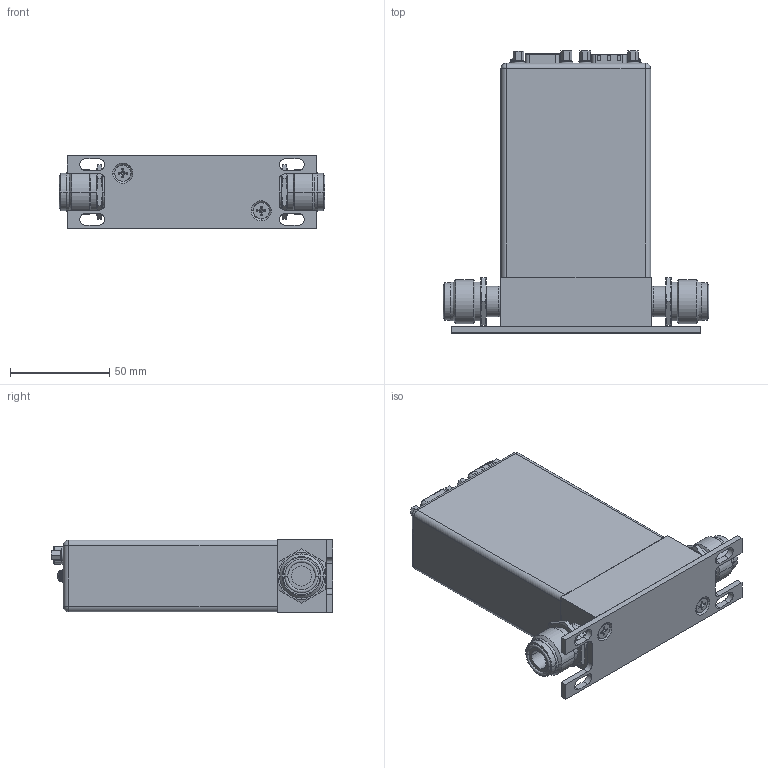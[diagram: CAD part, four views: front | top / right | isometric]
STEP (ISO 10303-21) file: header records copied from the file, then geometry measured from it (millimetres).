
FILE_DESCRIPTION((''),'2;1');
FILE_NAME('GE50A_PROFIBUS_8VCR_ASM','2014-09-25T',('cockrofm'),(''),'PRO/ENGINEER BY PARAMETRIC TECHNOLOGY CORPORATION, 2011490','PRO/ENGINEER BY PARAMETRIC TECHNOLOGY CORPORATION, 2011490','');
FILE_SCHEMA(('CONFIG_CONTROL_DESIGN'));
Length unit declared in the file: inch
Products named in the file (15): PRT0050; PRT0051; 160-3973_2; PRT0052; 8VCR_ASM_17_ASM; PRT0053; PRT0054; 1046371_ENCLOSURE_PROFIBUS_1; PRT0055; PRT0056; PRT0057; 1032580_CONN-DSUB-9POS-FEM_1; 171-009-113_2; PROFIBUS_8VCR_ASM_1_ASM; GE50A_PROFIBUS_8VCR_ASM
Assembly tree (23 placements, depth 4):
  GE50A_PROFIBUS_8VCR_ASM
    PROFIBUS_8VCR_ASM_1_ASM
      8VCR_ASM_17_ASM
        PRT0050
        PRT0051
        160-3973_2  x2
        PRT0052  x2
      PRT0053
      PRT0054
      1046371_ENCLOSURE_PROFIBUS_1
      PRT0055  x4
      PRT0056  x4
      PRT0057  x2
      1032580_CONN-DSUB-9POS-FEM_1
      171-009-113_2
Bounding box: 134.11 x 142.34 x 36.83 mm (x, y, z)
Volume: 126087.7 mm3; surface area: 92685 mm2
Topology: 21 solids, 27 shells, 1339 faces, 3172 edges, 1991 vertices
Faces by surface type: cylinder 529, plane 526, cone 92, extrusion 88, torus 76, sphere 18, bspline 10
Entity records: 33620 total; most frequent: CARTESIAN_POINT 8334, DIRECTION 5381, ORIENTED_EDGE 4972, EDGE_CURVE 2498, AXIS2_PLACEMENT_3D 2029, VERTEX_POINT 1626, VECTOR 1323, LINE 1255
